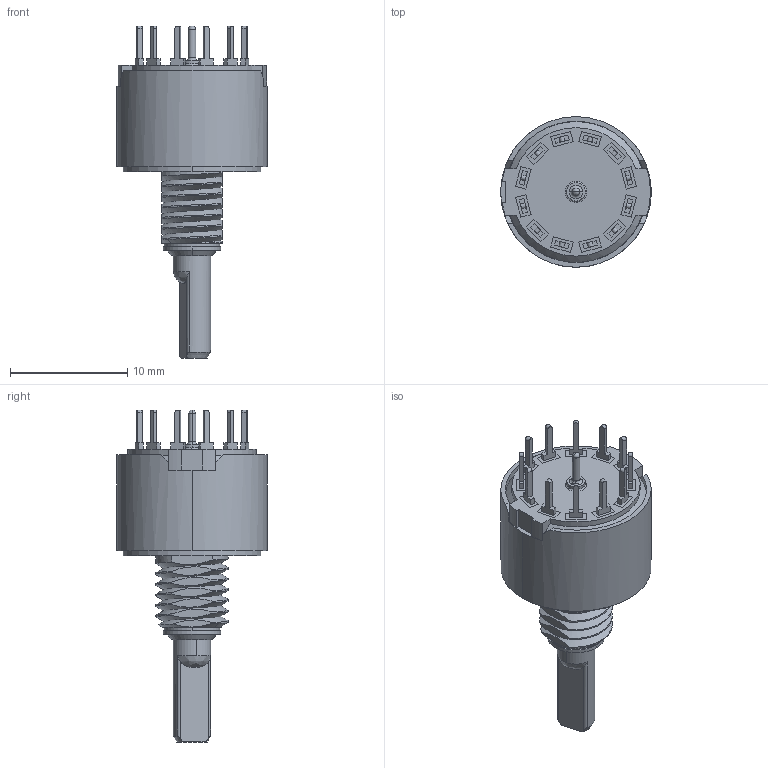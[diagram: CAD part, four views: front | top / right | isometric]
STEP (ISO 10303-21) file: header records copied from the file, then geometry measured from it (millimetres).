
FILE_DESCRIPTION((''),'2;1');
FILE_NAME('56SP30-01-1-XXX_SW0001','2017-10-09T',('jjanota'),(''),'PRO/ENGINEER BY PARAMETRIC TECHNOLOGY CORPORATION, 2016100','PRO/ENGINEER BY PARAMETRIC TECHNOLOGY CORPORATION, 2016100','');
FILE_SCHEMA(('CONFIG_CONTROL_DESIGN'));
Length unit declared in the file: inch
Products named in the file (1): 56SP30-01-1-XXX_SW0001
Bounding box: 12.83 x 12.83 x 28.3 mm (x, y, z)
Surface area: 1182.1 mm2 (no closed solid volume)
Topology: 0 solids, 20 shells, 215 faces, 684 edges, 497 vertices
Faces by surface type: plane 146, cylinder 48, cone 8, bspline 7, torus 4, sphere 2
Entity records: 9707 total; most frequent: CARTESIAN_POINT 3693, ORIENTED_EDGE 1185, DIRECTION 1147, EDGE_CURVE 682, VERTEX_POINT 497, VECTOR 469, LINE 469, AXIS2_PLACEMENT_3D 339
